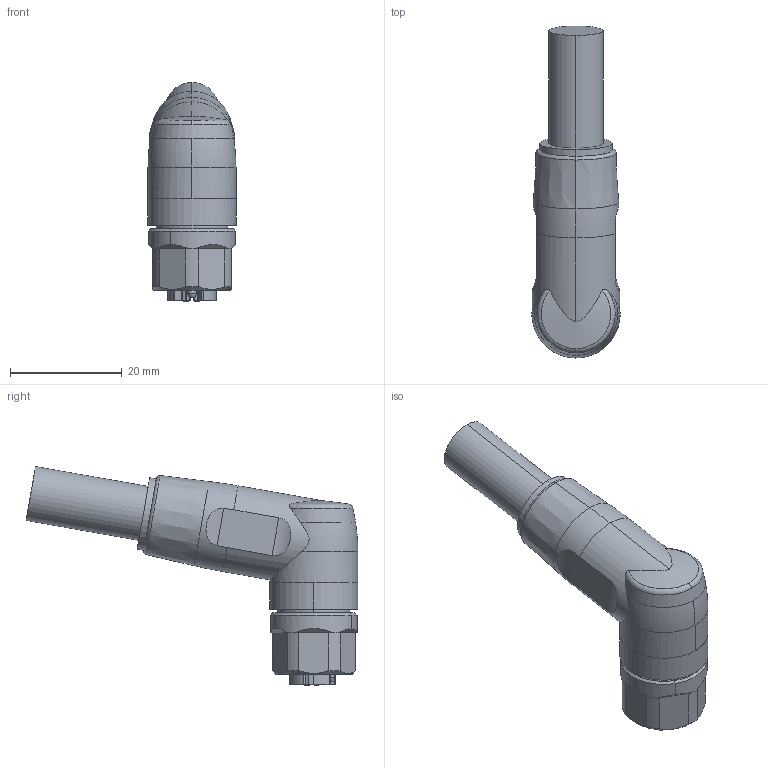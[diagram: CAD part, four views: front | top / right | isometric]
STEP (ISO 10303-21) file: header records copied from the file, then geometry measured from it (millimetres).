
FILE_DESCRIPTION(('CATIA V5 STEP Exchange','CAx-IF Rec.Pracs.--- Model Styling and Organization---1.5--- 2016-08-15','CAx-IF Rec.Pracs.---Supplemental Geometry---1.0---2011-11-01','CAx-IF Rec.Pracs.--- Composite Materials ---1.1---2010-07-15'),'2;1');
FILE_NAME ('415962-2_0', '2025-10-16T05:34:18+00:00', ('none'), ('Weidmueller'), 'CATIA Version 5-6 Release 2024 SP4', 'CATIA V5 STEP AP214 v3', 'none');
FILE_SCHEMA(('AUTOMOTIVE_DESIGN { 1 0 10303 214 1 1 1 1 }'));
Length unit declared in the file: millimetre
Products named in the file (1): 2455200000
Bounding box: 15.8 x 59.47 x 39.22 mm (x, y, z)
Volume: 11145.3 mm3; surface area: 4592.8 mm2
Topology: 1 solids, 3 shells, 442 faces, 1157 edges, 737 vertices
Faces by surface type: plane 148, torus 111, cylinder 110, cone 51, bspline 21, sphere 1
Entity records: 14370 total; most frequent: CARTESIAN_POINT 4167, ORIENTED_EDGE 2294, DIRECTION 1585, EDGE_CURVE 1147, AXIS2_PLACEMENT_3D 822, VERTEX_POINT 737, EDGE_LOOP 472, CIRCLE 467
